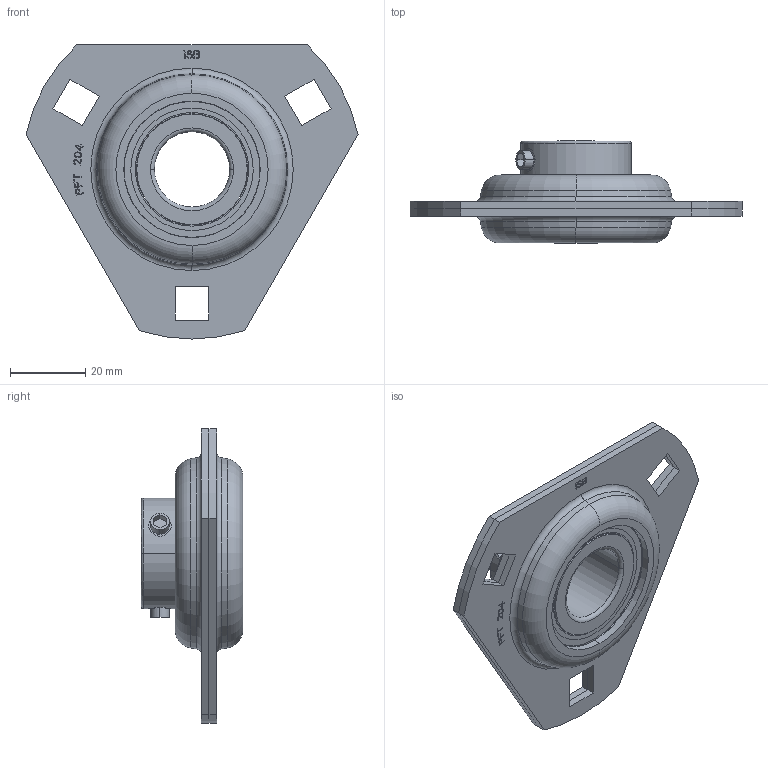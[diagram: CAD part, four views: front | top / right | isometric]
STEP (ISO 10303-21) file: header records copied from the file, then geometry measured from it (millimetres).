
FILE_DESCRIPTION((''),'2;1');
FILE_NAME('BPFT-SB204_ASM','2019-08-30T16:00:27',('Giuseppe.Caruso'),(''),'CREO PARAMETRIC BY PTC INC, 2016390','CREO PARAMETRIC BY PTC INC, 2016390','');
FILE_SCHEMA(('CONFIG_CONTROL_DESIGN'));
Length unit declared in the file: millimetre
Products named in the file (10): PFT204SPECIAL; BPFT204SPECIAL_ASM; SB204ZZ_AI_AF0; SB204ZZ_AE_AF0; SB204ZZ_BALL; SB204ZZ_CAGE; SB204ZZ_SHIELD; GRANOM6X1; SB204_ASM; BPFT-SB204_ASM
Assembly tree (19 placements, depth 3):
  BPFT-SB204_ASM
    BPFT204SPECIAL_ASM
      PFT204SPECIAL  x2
    SB204_ASM
      SB204ZZ_AI_AF0
      SB204ZZ_AE_AF0
      SB204ZZ_BALL  x8
      SB204ZZ_CAGE
      SB204ZZ_SHIELD  x2
      GRANOM6X1  x2
Bounding box: 88.07 x 27 x 78 mm (x, y, z)
Volume: 33399.1 mm3; surface area: 36873.9 mm2
Topology: 17 solids, 19 shells, 1078 faces, 2902 edges, 1902 vertices
Faces by surface type: plane 878, cylinder 80, sphere 58, cone 36, torus 26
Entity records: 24103 total; most frequent: CARTESIAN_POINT 4865, ORIENTED_EDGE 3982, DIRECTION 3827, EDGE_CURVE 1997, VECTOR 1631, LINE 1631, VERTEX_POINT 1322, AXIS2_PLACEMENT_3D 1098
